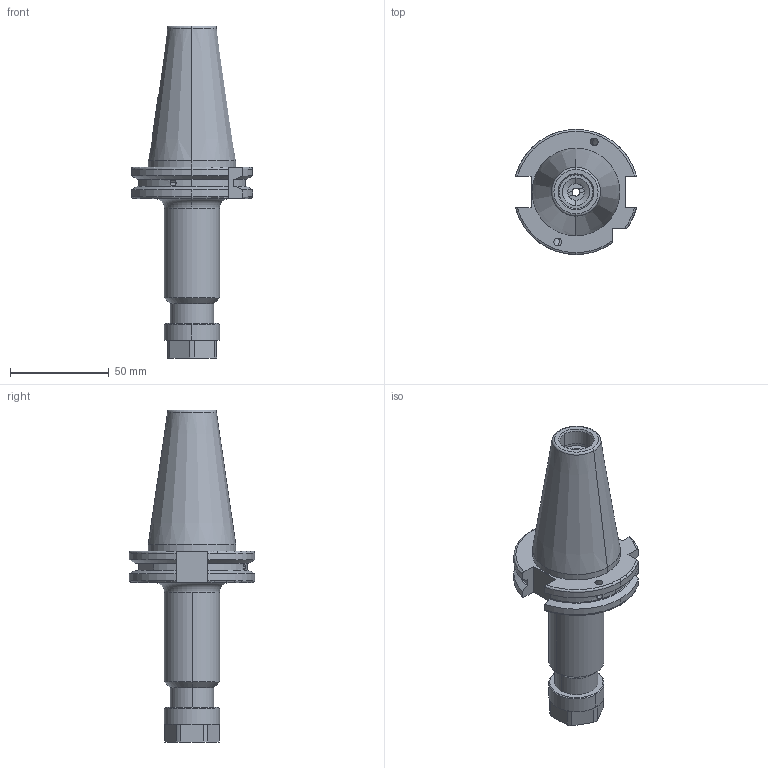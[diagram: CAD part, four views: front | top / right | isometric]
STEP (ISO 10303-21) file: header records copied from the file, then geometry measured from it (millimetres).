
FILE_DESCRIPTION (( 'STEP AP203' ), '1' );
FILE_NAME ('91406-ER716100.STEP', '2021-07-08T04:46:49', ( '' ), ( '' ), 'SwSTEP 2.0', 'SolidWorks 2018', '' );
FILE_SCHEMA (( 'CONFIG_CONTROL_DESIGN' ));
Length unit declared in the file: millimetre
Products named in the file (11): 91406-ER716100; SK40CCHER16100FWW; NUTER16; FTSCW71620; M4X4; M4X4_DIN 913 - M4 x 4-N
Assembly tree (6 placements, depth 3):
  91406-ER716100
    SK40CCHER16100FWW
      SK40CCHER16100FWW
      NUTER16
      FTSCW71620
      M4X4_DIN 913 - M4 x 4-N  x2
  SK40CCHER16100FWW
  NUTER16
  FTSCW71620
  M4X4
Bounding box: 61.48 x 63.55 x 168.4 mm (x, y, z)
Volume: 141480.7 mm3; surface area: 33492.8 mm2
Topology: 5 solids, 5 shells, 201 faces, 497 edges, 317 vertices
Faces by surface type: plane 77, cylinder 61, cone 45, torus 14, bspline 4
Entity records: 7017 total; most frequent: CARTESIAN_POINT 1441, DIRECTION 1005, ORIENTED_EDGE 930, EDGE_CURVE 465, AXIS2_PLACEMENT_3D 397, VERTEX_POINT 297, LINE 211, VECTOR 211
